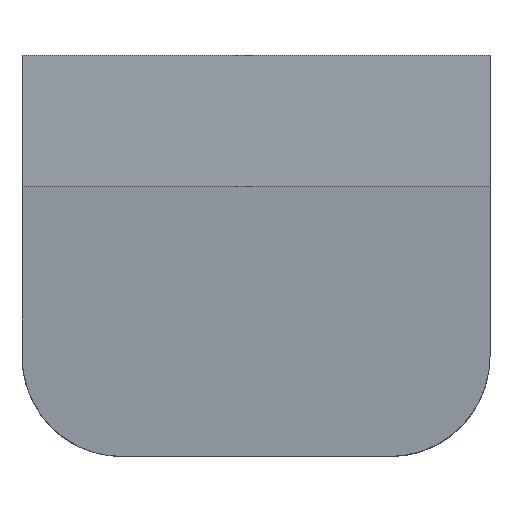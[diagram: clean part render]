
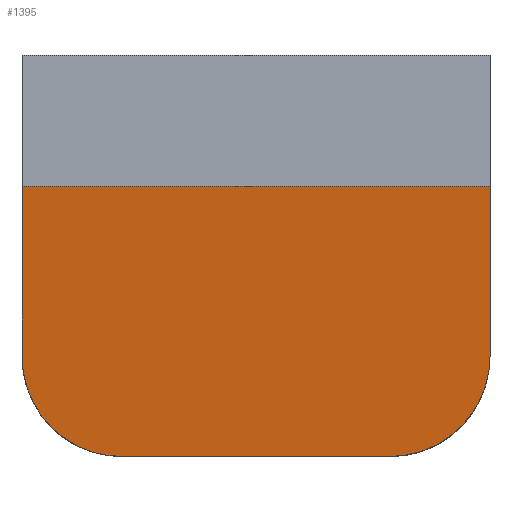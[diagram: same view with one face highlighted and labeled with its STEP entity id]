
A CAD part, top view. The second image highlights one B-rep face of the part: STEP entity #1395.
In plain terms, the highlighted planar face has unit normal (0, -0.123, 0.992).
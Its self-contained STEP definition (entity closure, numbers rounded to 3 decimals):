
#43=ELLIPSE('',#1531,15.114,15.);
#44=ELLIPSE('',#1532,15.114,15.);
#147=FACE_OUTER_BOUND('',#231,.T.);
#231=EDGE_LOOP('',(#1081,#1082,#1083,#1084,#1085,#1086));
#350=LINE('',#2222,#492);
#352=LINE('',#2227,#494);
#353=LINE('',#2232,#495);
#354=LINE('',#2233,#496);
#492=VECTOR('',#1803,40.);
#494=VECTOR('',#1807,25.594);
#495=VECTOR('',#1812,25.594);
#496=VECTOR('',#1813,70.);
#637=VERTEX_POINT('',#2219);
#638=VERTEX_POINT('',#2221);
#639=VERTEX_POINT('',#2225);
#640=VERTEX_POINT('',#2226);
#641=VERTEX_POINT('',#2229);
#642=VERTEX_POINT('',#2231);
#804=EDGE_CURVE('',#638,#637,#350,.T.);
#806=EDGE_CURVE('',#639,#640,#352,.T.);
#807=EDGE_CURVE('',#639,#638,#43,.T.);
#808=EDGE_CURVE('',#637,#641,#44,.T.);
#809=EDGE_CURVE('',#641,#642,#353,.T.);
#810=EDGE_CURVE('',#640,#642,#354,.T.);
#1081=ORIENTED_EDGE('',*,*,#806,.F.);
#1082=ORIENTED_EDGE('',*,*,#807,.T.);
#1083=ORIENTED_EDGE('',*,*,#804,.T.);
#1084=ORIENTED_EDGE('',*,*,#808,.T.);
#1085=ORIENTED_EDGE('',*,*,#809,.T.);
#1086=ORIENTED_EDGE('',*,*,#810,.F.);
#1331=PLANE('',#1530);
#1395=ADVANCED_FACE('',(#147),#1331,.F.);
#1530=AXIS2_PLACEMENT_3D('',#2224,#1805,#1806);
#1531=AXIS2_PLACEMENT_3D('',#2228,#1808,#1809);
#1532=AXIS2_PLACEMENT_3D('',#2230,#1810,#1811);
#1803=DIRECTION('',(1.,0.,0.));
#1805=DIRECTION('center_axis',(0.,0.123,-0.992));
#1806=DIRECTION('ref_axis',(-1.,0.,0.));
#1807=DIRECTION('',(0.,0.992,0.123));
#1808=DIRECTION('center_axis',(0.,-0.123,0.992));
#1809=DIRECTION('ref_axis',(0.,0.992,0.123));
#1810=DIRECTION('center_axis',(0.,-0.123,0.992));
#1811=DIRECTION('ref_axis',(0.,0.992,0.123));
#1812=DIRECTION('',(0.,0.992,0.123));
#1813=DIRECTION('',(1.,0.,0.));
#2219=CARTESIAN_POINT('',(37.5,-59.5,10.));
#2221=CARTESIAN_POINT('',(-2.5,-59.5,10.));
#2222=CARTESIAN_POINT('',(-2.5,-59.5,10.));
#2224=CARTESIAN_POINT('Origin',(-17.5,-59.5,10.));
#2225=CARTESIAN_POINT('',(-17.5,-44.5,11.856));
#2226=CARTESIAN_POINT('',(-17.5,-19.1,15.));
#2227=CARTESIAN_POINT('',(-17.5,-44.5,11.856));
#2228=CARTESIAN_POINT('Origin',(-2.5,-44.5,11.856));
#2229=CARTESIAN_POINT('',(52.5,-44.5,11.856));
#2230=CARTESIAN_POINT('Origin',(37.5,-44.5,11.856));
#2231=CARTESIAN_POINT('',(52.5,-19.1,15.));
#2232=CARTESIAN_POINT('',(52.5,-44.5,11.856));
#2233=CARTESIAN_POINT('',(-17.5,-19.1,15.));
